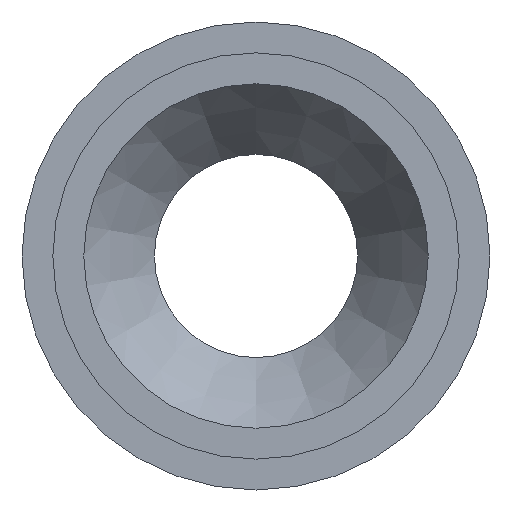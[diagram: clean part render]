
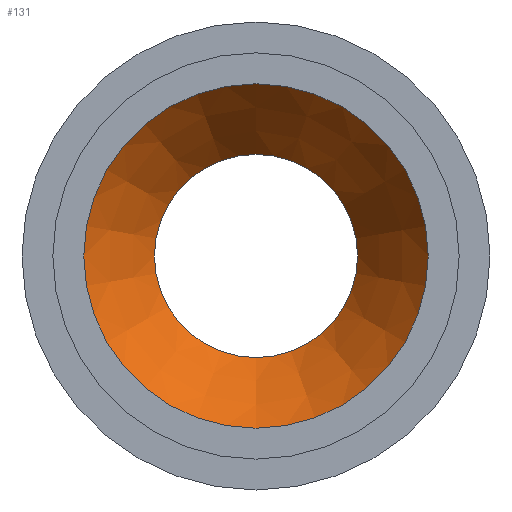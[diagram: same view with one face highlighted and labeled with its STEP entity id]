
A CAD part, front view. The second image highlights one B-rep face of the part: STEP entity #131.
In plain terms, the highlighted conical face has half-angle 35 degrees and reference radius 10.6 mm.
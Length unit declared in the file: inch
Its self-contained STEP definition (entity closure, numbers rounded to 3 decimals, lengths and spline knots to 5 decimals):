
#4 = CARTESIAN_POINT ( 'NONE',  ( 0., 1.5, 0. ) ) ;
#13 = EDGE_LOOP ( 'NONE', ( #267 ) ) ;
#21 = EDGE_CURVE ( 'NONE', #112, #112, #408, .T. ) ;
#53 = EDGE_LOOP ( 'NONE', ( #390 ) ) ;
#55 = CONICAL_SURFACE ( 'NONE', #219, 0.41732, 0.611 ) ;
#112 = VERTEX_POINT ( 'NONE', #290 ) ;
#114 = CARTESIAN_POINT ( 'NONE',  ( 0., 1.5, -0.41732 ) ) ;
#131 = ADVANCED_FACE ( 'NONE', ( #166, #237 ), #55, .F. ) ;
#166 = FACE_OUTER_BOUND ( 'NONE', #53, .T. ) ;
#179 = CIRCLE ( 'NONE', #402, 0.41732 ) ;
#186 = DIRECTION ( 'NONE',  ( 0., 0., -1. ) ) ;
#193 = DIRECTION ( 'NONE',  ( 0., 0., -1. ) ) ;
#197 = CARTESIAN_POINT ( 'NONE',  ( 0., 1.5, 0. ) ) ;
#209 = DIRECTION ( 'NONE',  ( 1., 0., 0. ) ) ;
#219 = AXIS2_PLACEMENT_3D ( 'NONE', #197, #365, #186 ) ;
#237 = FACE_BOUND ( 'NONE', #13, .T. ) ;
#243 = DIRECTION ( 'NONE',  ( 0., -1., 0. ) ) ;
#267 = ORIENTED_EDGE ( 'NONE', *, *, #21, .F. ) ;
#279 = CARTESIAN_POINT ( 'NONE',  ( 0., 1.74458, 0. ) ) ;
#282 = VERTEX_POINT ( 'NONE', #114 ) ;
#290 = CARTESIAN_POINT ( 'NONE',  ( 0.24606, 1.74458, 0. ) ) ;
#318 = AXIS2_PLACEMENT_3D ( 'NONE', #279, #243, #209 ) ;
#356 = DIRECTION ( 'NONE',  ( 0., -1., 0. ) ) ;
#365 = DIRECTION ( 'NONE',  ( 0., -1., 0. ) ) ;
#373 = EDGE_CURVE ( 'NONE', #282, #282, #179, .T. ) ;
#390 = ORIENTED_EDGE ( 'NONE', *, *, #373, .T. ) ;
#402 = AXIS2_PLACEMENT_3D ( 'NONE', #4, #356, #193 ) ;
#408 = CIRCLE ( 'NONE', #318, 0.24606 ) ;
